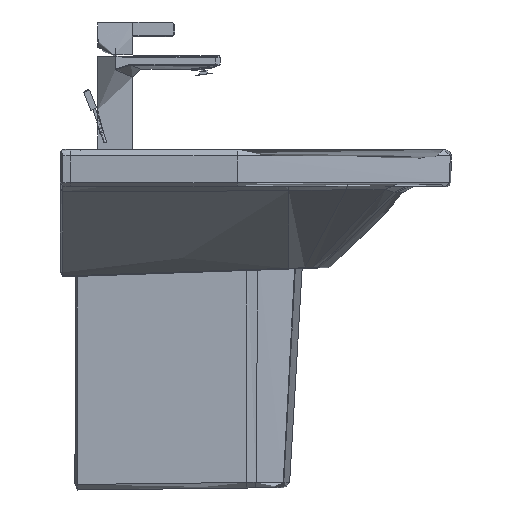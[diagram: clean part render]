
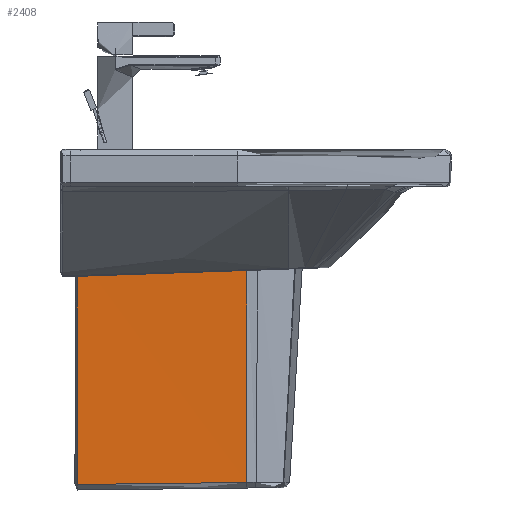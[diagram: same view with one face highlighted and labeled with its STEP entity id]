
A CAD part, left-side view. The second image highlights one B-rep face of the part: STEP entity #2408.
In plain terms, the highlighted free-form (B-spline) face has degree [1, 5] with [2, 6] control points.
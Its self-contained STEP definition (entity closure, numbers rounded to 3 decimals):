
#1523=B_SPLINE_CURVE_WITH_KNOTS('',1,(#126301,#126302),.UNSPECIFIED.,.F.,
 .F.,(2,2),(0.,208.052),.UNSPECIFIED.);
#1565=B_SPLINE_CURVE_WITH_KNOTS('',5,(#126650,#126651,#126652,#126653,#126654,
#126655,#126656,#126657,#126658),.UNSPECIFIED.,.F.,.F.,(6,3,6),(82.052,
227.204,365.293),.UNSPECIFIED.);
#1566=B_SPLINE_CURVE_WITH_KNOTS('',1,(#126659,#126660),.UNSPECIFIED.,.F.,
 .F.,(2,2),(-290.099,-9.282),.UNSPECIFIED.);
#1589=B_SPLINE_CURVE_WITH_KNOTS('',4,(#126800,#126801,#126802,#126803,#126804),
 .UNSPECIFIED.,.F.,.F.,(5,5),(-104.033,104.033),
 .UNSPECIFIED.);
#2408=ADVANCED_FACE('',(#3240),#11977,.T.);
#3240=FACE_OUTER_BOUND('',#4072,.T.);
#4072=EDGE_LOOP('',(#7846,#7847,#7848,#7849));
#7846=ORIENTED_EDGE('',*,*,#9843,.F.);
#7847=ORIENTED_EDGE('',*,*,#9797,.F.);
#7848=ORIENTED_EDGE('',*,*,#9842,.T.);
#7849=ORIENTED_EDGE('',*,*,#9866,.F.);
#9797=EDGE_CURVE('',#11365,#11366,#1523,.T.);
#9842=EDGE_CURVE('',#11365,#11398,#1565,.T.);
#9843=EDGE_CURVE('',#11366,#11399,#1566,.T.);
#9866=EDGE_CURVE('',#11399,#11398,#1589,.T.);
#11365=VERTEX_POINT('',#126108);
#11366=VERTEX_POINT('',#126109);
#11398=VERTEX_POINT('',#126141);
#11399=VERTEX_POINT('',#126142);
#11977=B_SPLINE_SURFACE_WITH_KNOTS('',1,5,((#124194,#124195,#124196,#124197,
#124198,#124199),(#124200,#124201,#124202,#124203,#124204,#124205)),
 .UNSPECIFIED.,.F.,.F.,.F.,(2,2),(6,6),(0.,290.099),(0.,211.052),
 .UNSPECIFIED.);
#124194=CARTESIAN_POINT('',(-89.591,11.24,-335.096));
#124195=CARTESIAN_POINT('',(-90.091,53.447,-335.096));
#124196=CARTESIAN_POINT('',(-90.591,95.655,-335.096));
#124197=CARTESIAN_POINT('',(-91.091,137.862,-335.096));
#124198=CARTESIAN_POINT('',(-91.591,180.07,-335.096));
#124199=CARTESIAN_POINT('',(-92.091,222.277,-335.096));
#124200=CARTESIAN_POINT('',(-97.241,11.149,-45.096));
#124201=CARTESIAN_POINT('',(-97.711,53.357,-45.096));
#124202=CARTESIAN_POINT('',(-98.181,95.565,-45.096));
#124203=CARTESIAN_POINT('',(-98.651,137.773,-45.096));
#124204=CARTESIAN_POINT('',(-99.12,179.98,-45.096));
#124205=CARTESIAN_POINT('',(-99.59,222.188,-45.096));
#126108=CARTESIAN_POINT('',(-99.557,219.188,-45.096));
#126109=CARTESIAN_POINT('',(-97.241,11.149,-45.096));
#126141=CARTESIAN_POINT('',(-92.233,219.275,-328.242));
#126142=CARTESIAN_POINT('',(-89.836,11.237,-325.817));
#126301=CARTESIAN_POINT('',(-99.557,219.188,-45.096));
#126302=CARTESIAN_POINT('',(-97.241,11.149,-45.096));
#126650=CARTESIAN_POINT('',(-99.557,219.188,-45.096));
#126651=CARTESIAN_POINT('',(-98.806,219.197,-74.117));
#126652=CARTESIAN_POINT('',(-98.056,219.206,-103.137));
#126653=CARTESIAN_POINT('',(-97.305,219.215,-132.158));
#126654=CARTESIAN_POINT('',(-95.84,219.233,-188.787));
#126655=CARTESIAN_POINT('',(-94.375,219.25,-245.416));
#126656=CARTESIAN_POINT('',(-93.661,219.258,-273.025));
#126657=CARTESIAN_POINT('',(-92.947,219.267,-300.634));
#126658=CARTESIAN_POINT('',(-92.233,219.275,-328.242));
#126659=CARTESIAN_POINT('',(-97.241,11.149,-45.096));
#126660=CARTESIAN_POINT('',(-89.836,11.237,-325.817));
#126800=CARTESIAN_POINT('',(-89.836,11.237,-325.817));
#126801=CARTESIAN_POINT('',(-90.435,63.246,-326.423));
#126802=CARTESIAN_POINT('',(-91.034,115.256,-327.029));
#126803=CARTESIAN_POINT('',(-91.633,167.266,-327.636));
#126804=CARTESIAN_POINT('',(-92.233,219.275,-328.242));
